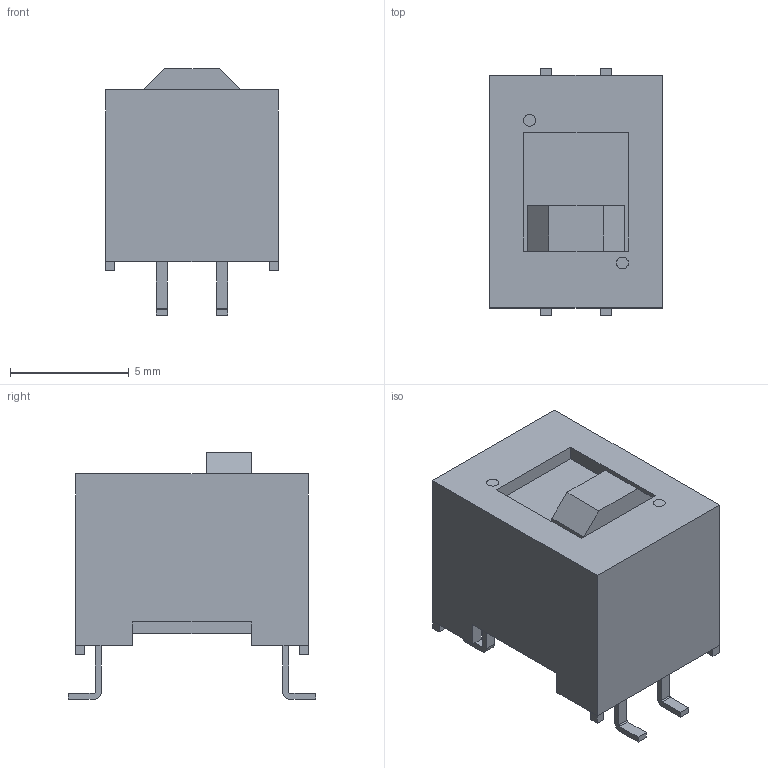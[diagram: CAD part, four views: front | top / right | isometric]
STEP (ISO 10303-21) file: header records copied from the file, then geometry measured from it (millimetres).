
FILE_DESCRIPTION((''),'2;1');
FILE_NAME('SW_CTS_204-121ST.stp','2014-08-28T17:06:27',(''),(''),'Mechanical Desktop 2011','Mechanical Desktop 2011',', , ');
FILE_SCHEMA(('AUTOMOTIVE_DESIGN { 1 2 10303 214 1 1 1 1 }'));
Length unit declared in the file: millimetre
Products named in the file (1): Product
Bounding box: 7.26 x 10.4 x 10.36 mm (x, y, z)
Volume: 479 mm3; surface area: 530.4 mm2
Topology: 13 solids, 13 shells, 119 faces, 266 edges, 176 vertices
Faces by surface type: plane 87, bspline 20, cylinder 12
Entity records: 3359 total; most frequent: CARTESIAN_POINT 678, ORIENTED_EDGE 532, DIRECTION 498, EDGE_CURVE 266, VECTOR 234, LINE 234, VERTEX_POINT 176, AXIS2_PLACEMENT_3D 132
